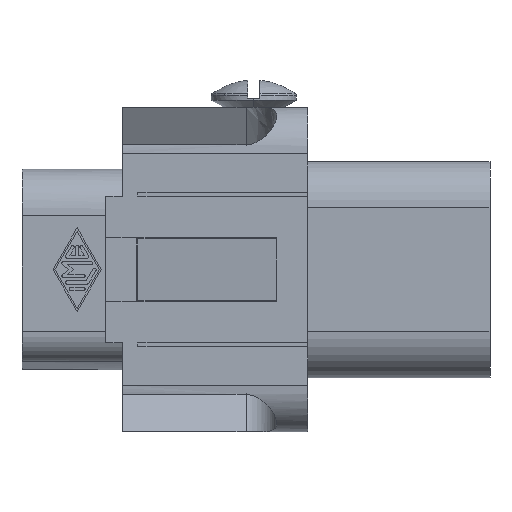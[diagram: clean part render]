
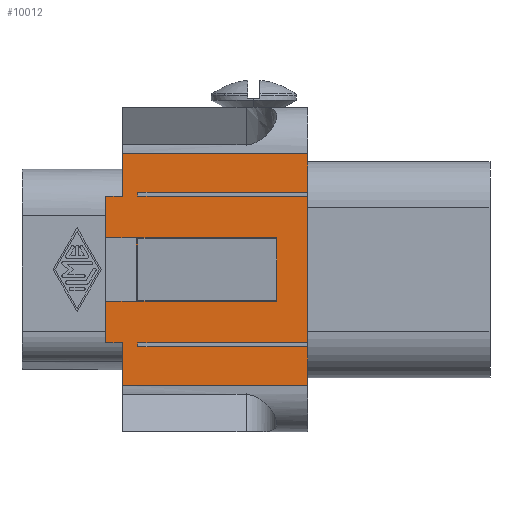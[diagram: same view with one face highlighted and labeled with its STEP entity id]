
A CAD part, front view. The second image highlights one B-rep face of the part: STEP entity #10012.
In plain terms, the highlighted planar face has unit normal (0, -1, 0).
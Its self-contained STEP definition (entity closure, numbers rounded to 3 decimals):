
#7153=CARTESIAN_POINT('',(-2.,-10.5,2.0));
#7154=VERTEX_POINT('',#7153);
#7161=CARTESIAN_POINT('',(-2.,-10.5,2.05));
#7162=VERTEX_POINT('',#7161);
#7163=CARTESIAN_POINT('',(-2.,-10.5,2.0));
#7164=DIRECTION('',(0.0,0.0,1.0));
#7165=VECTOR('',#7164,0.05);
#7166=LINE('',#7163,#7165);
#7167=EDGE_CURVE('',#7154,#7162,#7166,.T.);
#7184=CARTESIAN_POINT('',(-2.,-10.5,-2.05));
#7185=VERTEX_POINT('',#7184);
#7192=CARTESIAN_POINT('',(-2.,-10.5,-2.0));
#7193=VERTEX_POINT('',#7192);
#7194=CARTESIAN_POINT('',(-2.,-10.5,-2.05));
#7195=DIRECTION('',(0.0,0.0,1.0));
#7196=VECTOR('',#7195,0.05);
#7197=LINE('',#7194,#7196);
#7198=EDGE_CURVE('',#7185,#7193,#7197,.T.);
#7216=CARTESIAN_POINT('',(0.0,-10.5,-4.75));
#7217=VERTEX_POINT('',#7216);
#7224=CARTESIAN_POINT('',(-11.0,-10.5,-4.75));
#7225=VERTEX_POINT('',#7224);
#7226=CARTESIAN_POINT('',(0.0,-10.5,-4.75));
#7227=DIRECTION('',(-1.0,0.0,0.0));
#7228=VECTOR('',#7227,11.0);
#7229=LINE('',#7226,#7228);
#7230=EDGE_CURVE('',#7217,#7225,#7229,.T.);
#7329=CARTESIAN_POINT('',(0.0,-10.5,7.5));
#7330=VERTEX_POINT('',#7329);
#7338=CARTESIAN_POINT('',(0.0,-10.5,5.0));
#7339=VERTEX_POINT('',#7338);
#7340=CARTESIAN_POINT('',(0.0,-10.5,7.5));
#7341=DIRECTION('',(0.0,0.0,-1.0));
#7342=VECTOR('',#7341,2.5);
#7343=LINE('',#7340,#7342);
#7344=EDGE_CURVE('',#7330,#7339,#7343,.T.);
#7362=CARTESIAN_POINT('',(0.0,-10.5,-5.0));
#7363=VERTEX_POINT('',#7362);
#7370=CARTESIAN_POINT('',(0.0,-10.5,-7.5));
#7371=VERTEX_POINT('',#7370);
#7372=CARTESIAN_POINT('',(0.0,-10.5,-5.0));
#7373=DIRECTION('',(0.0,0.0,-1.0));
#7374=VECTOR('',#7373,2.5);
#7375=LINE('',#7372,#7374);
#7376=EDGE_CURVE('',#7363,#7371,#7375,.T.);
#7514=CARTESIAN_POINT('',(0.0,-10.5,4.75));
#7515=VERTEX_POINT('',#7514);
#7522=CARTESIAN_POINT('',(0.0,-10.5,4.75));
#7523=DIRECTION('',(0.0,0.0,-1.0));
#7524=VECTOR('',#7523,9.5);
#7525=LINE('',#7522,#7524);
#7526=EDGE_CURVE('',#7515,#7217,#7525,.T.);
#7547=CARTESIAN_POINT('',(-11.0,-10.5,4.75));
#7548=VERTEX_POINT('',#7547);
#7555=CARTESIAN_POINT('',(-11.0,-10.5,4.75));
#7556=DIRECTION('',(1.0,0.0,0.0));
#7557=VECTOR('',#7556,11.0);
#7558=LINE('',#7555,#7557);
#7559=EDGE_CURVE('',#7548,#7515,#7558,.T.);
#9773=CARTESIAN_POINT('',(-13.1,-10.5,-2.05));
#9774=VERTEX_POINT('',#9773);
#9781=CARTESIAN_POINT('',(-11.1,-10.5,-2.05));
#9782=VERTEX_POINT('',#9781);
#9783=CARTESIAN_POINT('',(-11.1,-10.5,-2.05));
#9784=DIRECTION('',(-1.0,0.0,0.0));
#9785=VECTOR('',#9784,2.0);
#9786=LINE('',#9783,#9785);
#9787=EDGE_CURVE('',#9782,#9774,#9786,.T.);
#9812=CARTESIAN_POINT('',(-11.1,-10.5,2.05));
#9813=VERTEX_POINT('',#9812);
#9814=CARTESIAN_POINT('',(-11.1,-10.5,2.05));
#9815=DIRECTION('',(0.0,0.0,-1.0));
#9816=VECTOR('',#9815,4.1);
#9817=LINE('',#9814,#9816);
#9818=EDGE_CURVE('',#9813,#9782,#9817,.T.);
#9843=CARTESIAN_POINT('',(-13.1,-10.5,2.05));
#9844=VERTEX_POINT('',#9843);
#9845=CARTESIAN_POINT('',(-13.1,-10.5,2.05));
#9846=DIRECTION('',(1.0,0.0,0.0));
#9847=VECTOR('',#9846,2.0);
#9848=LINE('',#9845,#9847);
#9849=EDGE_CURVE('',#9844,#9813,#9848,.T.);
#9877=CARTESIAN_POINT('',(0.0,-10.5,7.5));
#9878=DIRECTION('',(0.0,-1.0,0.0));
#9879=DIRECTION('',(0.0,0.0,-1.0));
#9880=AXIS2_PLACEMENT_3D('',#9877,#9878,#9879);
#9881=PLANE('',#9880);
#9882=ORIENTED_EDGE('',*,*,#9849,.T.);
#9883=ORIENTED_EDGE('',*,*,#9818,.T.);
#9884=ORIENTED_EDGE('',*,*,#9787,.T.);
#9885=CARTESIAN_POINT('',(-13.1,-10.5,-4.75));
#9886=VERTEX_POINT('',#9885);
#9887=CARTESIAN_POINT('',(-13.1,-10.5,-4.75));
#9888=DIRECTION('',(0.0,0.0,1.0));
#9889=VECTOR('',#9888,2.7);
#9890=LINE('',#9887,#9889);
#9891=EDGE_CURVE('',#9886,#9774,#9890,.T.);
#9892=ORIENTED_EDGE('',*,*,#9891,.F.);
#9893=CARTESIAN_POINT('',(-12.0,-10.5,-4.75));
#9894=VERTEX_POINT('',#9893);
#9895=CARTESIAN_POINT('',(-12.0,-10.5,-4.75));
#9896=DIRECTION('',(-1.0,0.0,0.0));
#9897=VECTOR('',#9896,1.1);
#9898=LINE('',#9895,#9897);
#9899=EDGE_CURVE('',#9894,#9886,#9898,.T.);
#9900=ORIENTED_EDGE('',*,*,#9899,.F.);
#9901=CARTESIAN_POINT('',(-12.0,-10.5,-7.5));
#9902=VERTEX_POINT('',#9901);
#9903=CARTESIAN_POINT('',(-12.0,-10.5,-4.75));
#9904=DIRECTION('',(0.0,0.0,-1.0));
#9905=VECTOR('',#9904,2.75);
#9906=LINE('',#9903,#9905);
#9907=EDGE_CURVE('',#9894,#9902,#9906,.T.);
#9908=ORIENTED_EDGE('',*,*,#9907,.T.);
#9909=CARTESIAN_POINT('',(0.0,-10.5,-7.5));
#9910=DIRECTION('',(-1.0,0.0,0.0));
#9911=VECTOR('',#9910,12.0);
#9912=LINE('',#9909,#9911);
#9913=EDGE_CURVE('',#7371,#9902,#9912,.T.);
#9914=ORIENTED_EDGE('',*,*,#9913,.F.);
#9915=ORIENTED_EDGE('',*,*,#7376,.F.);
#9916=CARTESIAN_POINT('',(-11.0,-10.5,-5.0));
#9917=VERTEX_POINT('',#9916);
#9918=CARTESIAN_POINT('',(0.0,-10.5,-5.0));
#9919=DIRECTION('',(-1.0,0.0,0.0));
#9920=VECTOR('',#9919,11.0);
#9921=LINE('',#9918,#9920);
#9922=EDGE_CURVE('',#7363,#9917,#9921,.T.);
#9923=ORIENTED_EDGE('',*,*,#9922,.T.);
#9924=CARTESIAN_POINT('',(-11.0,-10.5,-5.0));
#9925=DIRECTION('',(0.0,0.0,1.0));
#9926=VECTOR('',#9925,0.25);
#9927=LINE('',#9924,#9926);
#9928=EDGE_CURVE('',#9917,#7225,#9927,.T.);
#9929=ORIENTED_EDGE('',*,*,#9928,.T.);
#9930=ORIENTED_EDGE('',*,*,#7230,.F.);
#9931=ORIENTED_EDGE('',*,*,#7526,.F.);
#9932=ORIENTED_EDGE('',*,*,#7559,.F.);
#9933=CARTESIAN_POINT('',(-11.0,-10.5,5.0));
#9934=VERTEX_POINT('',#9933);
#9935=CARTESIAN_POINT('',(-11.0,-10.5,4.75));
#9936=DIRECTION('',(0.0,0.0,1.0));
#9937=VECTOR('',#9936,0.25);
#9938=LINE('',#9935,#9937);
#9939=EDGE_CURVE('',#7548,#9934,#9938,.T.);
#9940=ORIENTED_EDGE('',*,*,#9939,.T.);
#9941=CARTESIAN_POINT('',(-11.0,-10.5,5.0));
#9942=DIRECTION('',(1.0,0.0,0.0));
#9943=VECTOR('',#9942,11.0);
#9944=LINE('',#9941,#9943);
#9945=EDGE_CURVE('',#9934,#7339,#9944,.T.);
#9946=ORIENTED_EDGE('',*,*,#9945,.T.);
#9947=ORIENTED_EDGE('',*,*,#7344,.F.);
#9948=CARTESIAN_POINT('',(-12.0,-10.5,7.5));
#9949=VERTEX_POINT('',#9948);
#9950=CARTESIAN_POINT('',(0.0,-10.5,7.5));
#9951=DIRECTION('',(-1.0,0.0,0.0));
#9952=VECTOR('',#9951,12.0);
#9953=LINE('',#9950,#9952);
#9954=EDGE_CURVE('',#7330,#9949,#9953,.T.);
#9955=ORIENTED_EDGE('',*,*,#9954,.T.);
#9956=CARTESIAN_POINT('',(-12.0,-10.5,4.75));
#9957=VERTEX_POINT('',#9956);
#9958=CARTESIAN_POINT('',(-12.0,-10.5,7.5));
#9959=DIRECTION('',(0.0,0.0,-1.0));
#9960=VECTOR('',#9959,2.75);
#9961=LINE('',#9958,#9960);
#9962=EDGE_CURVE('',#9949,#9957,#9961,.T.);
#9963=ORIENTED_EDGE('',*,*,#9962,.T.);
#9964=CARTESIAN_POINT('',(-13.1,-10.5,4.75));
#9965=VERTEX_POINT('',#9964);
#9966=CARTESIAN_POINT('',(-13.1,-10.5,4.75));
#9967=DIRECTION('',(1.0,0.0,0.0));
#9968=VECTOR('',#9967,1.1);
#9969=LINE('',#9966,#9968);
#9970=EDGE_CURVE('',#9965,#9957,#9969,.T.);
#9971=ORIENTED_EDGE('',*,*,#9970,.F.);
#9972=CARTESIAN_POINT('',(-13.1,-10.5,2.05));
#9973=DIRECTION('',(0.0,0.0,1.0));
#9974=VECTOR('',#9973,2.7);
#9975=LINE('',#9972,#9974);
#9976=EDGE_CURVE('',#9844,#9965,#9975,.T.);
#9977=ORIENTED_EDGE('',*,*,#9976,.F.);
#9978=EDGE_LOOP('',(#9882,#9883,#9884,#9892,#9900,#9908,#9914,#9915,#9923,#9929,#9930,#9931,#9932,#9940,#9946,#9947,#9955,#9963,#9971,#9977));
#9979=FACE_OUTER_BOUND('',#9978,.T.);
#9980=CARTESIAN_POINT('',(-11.0,-10.5,-2.05));
#9981=VERTEX_POINT('',#9980);
#9982=CARTESIAN_POINT('',(-11.0,-10.5,2.05));
#9983=VERTEX_POINT('',#9982);
#9984=CARTESIAN_POINT('',(-11.0,-10.5,-2.05));
#9985=DIRECTION('',(0.0,0.0,1.0));
#9986=VECTOR('',#9985,4.1);
#9987=LINE('',#9984,#9986);
#9988=EDGE_CURVE('',#9981,#9983,#9987,.T.);
#9989=ORIENTED_EDGE('',*,*,#9988,.T.);
#9990=CARTESIAN_POINT('',(-2.,-10.5,2.05));
#9991=DIRECTION('',(-1.0,0.0,0.0));
#9992=VECTOR('',#9991,9.0);
#9993=LINE('',#9990,#9992);
#9994=EDGE_CURVE('',#7162,#9983,#9993,.T.);
#9995=ORIENTED_EDGE('',*,*,#9994,.F.);
#9996=ORIENTED_EDGE('',*,*,#7167,.F.);
#9997=CARTESIAN_POINT('',(-2.,-10.5,2.0));
#9998=DIRECTION('',(0.0,0.0,-1.0));
#9999=VECTOR('',#9998,4.0);
#10000=LINE('',#9997,#9999);
#10001=EDGE_CURVE('',#7154,#7193,#10000,.T.);
#10002=ORIENTED_EDGE('',*,*,#10001,.T.);
#10003=ORIENTED_EDGE('',*,*,#7198,.F.);
#10004=CARTESIAN_POINT('',(-11.0,-10.5,-2.05));
#10005=DIRECTION('',(1.0,0.0,0.0));
#10006=VECTOR('',#10005,9.0);
#10007=LINE('',#10004,#10006);
#10008=EDGE_CURVE('',#9981,#7185,#10007,.T.);
#10009=ORIENTED_EDGE('',*,*,#10008,.F.);
#10010=EDGE_LOOP('',(#9989,#9995,#9996,#10002,#10003,#10009));
#10011=FACE_BOUND('',#10010,.T.);
#10012=ADVANCED_FACE('',(#9979,#10011),#9881,.T.);
